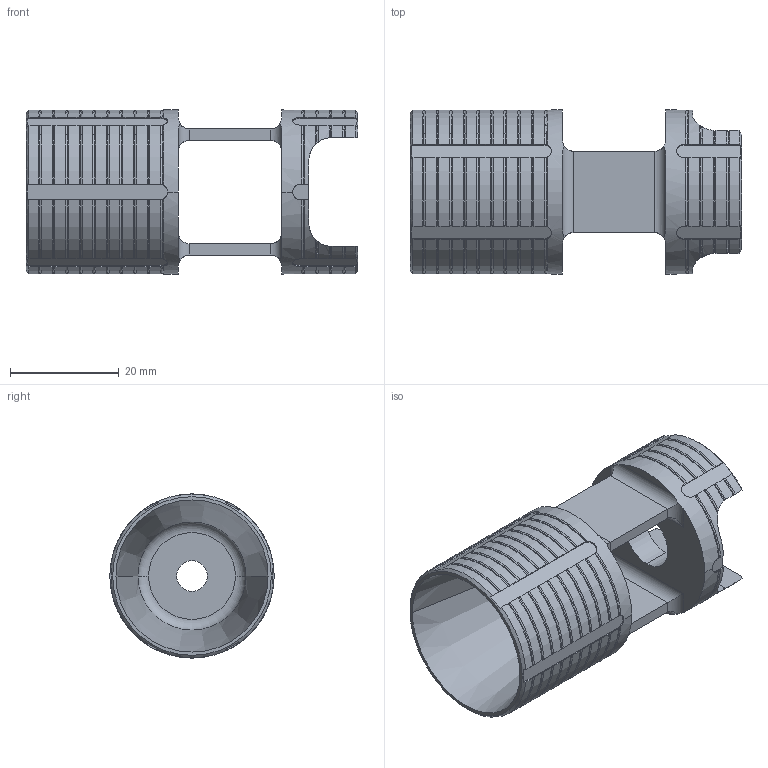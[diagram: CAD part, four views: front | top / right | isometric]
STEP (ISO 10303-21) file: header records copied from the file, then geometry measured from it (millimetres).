
FILE_DESCRIPTION (( 'STEP AP214' ), '1' );
FILE_NAME ('strain_gage_parcasi_kare.STEP', '2023-01-23T10:50:27', ( '' ), ( '' ), 'SwSTEP 2.0', 'SolidWorks 2022', '' );
FILE_SCHEMA (( 'AUTOMOTIVE_DESIGN' ));
Length unit declared in the file: millimetre
Products named in the file (1): strain_gage_parcasi_kare
Bounding box: 61 x 30.2 x 30.2 mm (x, y, z)
Volume: 14720 mm3; surface area: 9480.6 mm2
Topology: 1 solids, 1 shells, 367 faces, 1076 edges, 710 vertices
Faces by surface type: torus 170, cylinder 134, plane 57, cone 6
Entity records: 13138 total; most frequent: CARTESIAN_POINT 3948, ORIENTED_EDGE 2152, DIRECTION 1684, EDGE_CURVE 1076, VERTEX_POINT 710, AXIS2_PLACEMENT_3D 692, B_SPLINE_CURVE_WITH_KNOTS 436, EDGE_LOOP 372
